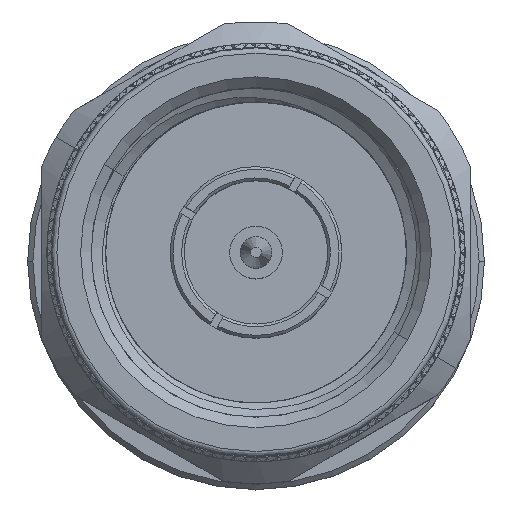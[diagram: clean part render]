
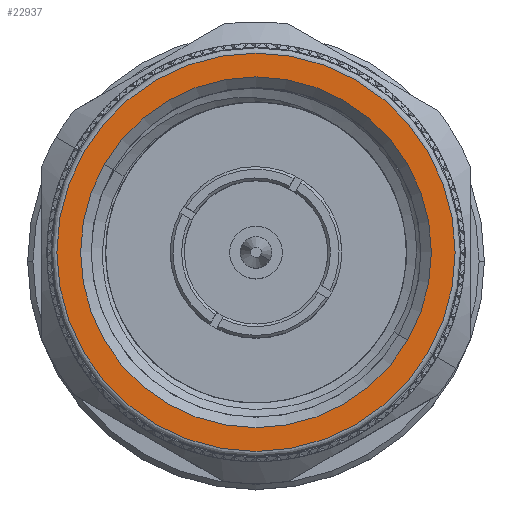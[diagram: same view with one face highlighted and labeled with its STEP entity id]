
A CAD part, top view. The second image highlights one B-rep face of the part: STEP entity #22937.
In plain terms, the highlighted face is planar.
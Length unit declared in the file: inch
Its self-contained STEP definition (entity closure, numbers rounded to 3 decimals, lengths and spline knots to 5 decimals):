
#5104 = CARTESIAN_POINT ( 'NONE',  ( 0., 0., 0. ) ) ;
#6492 = CARTESIAN_POINT ( 'NONE',  ( 0., 0., 0. ) ) ;
#7944 = DIRECTION ( 'NONE',  ( 0., 0., -1. ) ) ;
#10263 = CIRCLE ( 'NONE', #141908, 0.3776 ) ;
#15433 = DIRECTION ( 'NONE',  ( 0., 0., -1. ) ) ;
#21290 = EDGE_CURVE ( 'NONE', #43835, #57783, #136954, .T. ) ;
#22937 = ADVANCED_FACE ( 'NONE', ( #131497, #121189 ), #99114, .F. ) ;
#27013 = DIRECTION ( 'NONE',  ( 1., 0., 0. ) ) ;
#27158 = CIRCLE ( 'NONE', #90632, 0.3776 ) ;
#28912 = EDGE_CURVE ( 'NONE', #93281, #132555, #10263, .T. ) ;
#30730 = DIRECTION ( 'NONE',  ( 1., 0., 0. ) ) ;
#37319 = CARTESIAN_POINT ( 'NONE',  ( 0., 0., 0. ) ) ;
#39304 = CIRCLE ( 'NONE', #109788, 0.3325 ) ;
#40911 = EDGE_CURVE ( 'NONE', #57783, #43835, #39304, .T. ) ;
#42794 = CARTESIAN_POINT ( 'NONE',  ( 0., 0., -0.3325 ) ) ;
#43835 = VERTEX_POINT ( 'NONE', #42794 ) ;
#55871 = CARTESIAN_POINT ( 'NONE',  ( 0., 0., 0. ) ) ;
#56015 = EDGE_LOOP ( 'NONE', ( #116684, #128905 ) ) ;
#57371 = AXIS2_PLACEMENT_3D ( 'NONE', #37319, #27013, #59452 ) ;
#57783 = VERTEX_POINT ( 'NONE', #103607 ) ;
#59452 = DIRECTION ( 'NONE',  ( 0., 0., -1. ) ) ;
#77745 = DIRECTION ( 'NONE',  ( 0., 1., 0. ) ) ;
#80096 = DIRECTION ( 'NONE',  ( 0., 0., -1. ) ) ;
#80552 = AXIS2_PLACEMENT_3D ( 'NONE', #142530, #132932, #77745 ) ;
#87659 = ORIENTED_EDGE ( 'NONE', *, *, #40911, .T. ) ;
#90632 = AXIS2_PLACEMENT_3D ( 'NONE', #5104, #116243, #15433 ) ;
#93281 = VERTEX_POINT ( 'NONE', #144812 ) ;
#96944 = EDGE_LOOP ( 'NONE', ( #87659, #105805 ) ) ;
#99114 = PLANE ( 'NONE',  #80552 ) ;
#103607 = CARTESIAN_POINT ( 'NONE',  ( 0., 0., 0.3325 ) ) ;
#105805 = ORIENTED_EDGE ( 'NONE', *, *, #21290, .T. ) ;
#109788 = AXIS2_PLACEMENT_3D ( 'NONE', #6492, #30730, #7944 ) ;
#115817 = EDGE_CURVE ( 'NONE', #132555, #93281, #27158, .T. ) ;
#116243 = DIRECTION ( 'NONE',  ( -1., 0., 0. ) ) ;
#116684 = ORIENTED_EDGE ( 'NONE', *, *, #115817, .T. ) ;
#120006 = CARTESIAN_POINT ( 'NONE',  ( 0., 0., -0.3776 ) ) ;
#121189 = FACE_BOUND ( 'NONE', #96944, .T. ) ;
#128905 = ORIENTED_EDGE ( 'NONE', *, *, #28912, .T. ) ;
#131497 = FACE_OUTER_BOUND ( 'NONE', #56015, .T. ) ;
#132555 = VERTEX_POINT ( 'NONE', #120006 ) ;
#132932 = DIRECTION ( 'NONE',  ( 1., 0., 0. ) ) ;
#133842 = DIRECTION ( 'NONE',  ( -1., 0., 0. ) ) ;
#136954 = CIRCLE ( 'NONE', #57371, 0.3325 ) ;
#141908 = AXIS2_PLACEMENT_3D ( 'NONE', #55871, #133842, #80096 ) ;
#142530 = CARTESIAN_POINT ( 'NONE',  ( 0., 0., 0. ) ) ;
#144812 = CARTESIAN_POINT ( 'NONE',  ( 0., 0., 0.3776 ) ) ;
